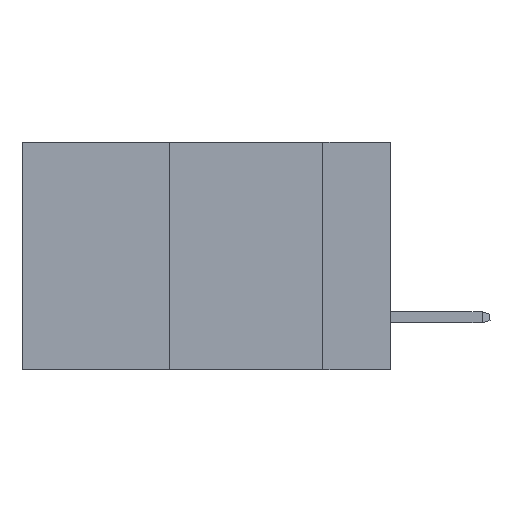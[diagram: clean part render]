
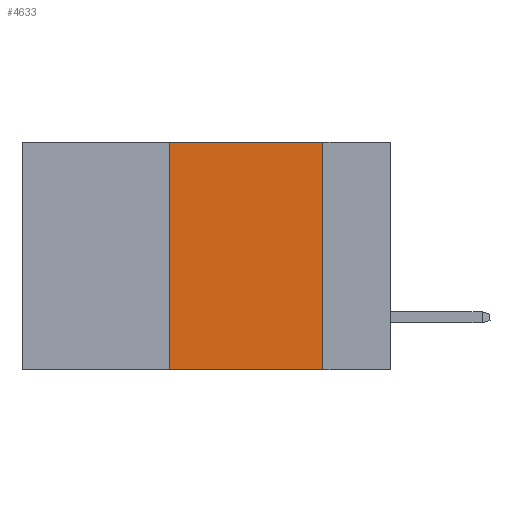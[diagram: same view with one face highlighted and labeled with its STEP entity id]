
A CAD part, left-side view. The second image highlights one B-rep face of the part: STEP entity #4633.
In plain terms, the highlighted planar face has unit normal (-1, 0, 0).
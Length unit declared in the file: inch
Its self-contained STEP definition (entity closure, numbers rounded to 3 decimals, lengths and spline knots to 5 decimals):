
#154 = ORIENTED_EDGE ( 'NONE', *, *, #5438, .F. ) ;
#674 = EDGE_CURVE ( 'NONE', #4085, #7172, #3381, .T. ) ;
#1090 = CARTESIAN_POINT ( 'NONE',  ( 0., 0.36, 0. ) ) ;
#1192 = LINE ( 'NONE', #5988, #7212 ) ;
#1374 = DIRECTION ( 'NONE',  ( 0., -1., 0. ) ) ;
#1395 = CARTESIAN_POINT ( 'NONE',  ( 0., 0.11, 0. ) ) ;
#1912 = CARTESIAN_POINT ( 'NONE',  ( 0., 0.36, 0. ) ) ;
#2063 = PLANE ( 'NONE',  #4463 ) ;
#3184 = LINE ( 'NONE', #1090, #6607 ) ;
#3381 = LINE ( 'NONE', #4197, #6563 ) ;
#3475 = EDGE_LOOP ( 'NONE', ( #9887, #154, #9846, #10121 ) ) ;
#3682 = CARTESIAN_POINT ( 'NONE',  ( 0., 0.6, 0. ) ) ;
#3721 = DIRECTION ( 'NONE',  ( 0., 0., -1. ) ) ;
#4085 = VERTEX_POINT ( 'NONE', #1395 ) ;
#4104 = VERTEX_POINT ( 'NONE', #10073 ) ;
#4197 = CARTESIAN_POINT ( 'NONE',  ( 0., 0.11, 0. ) ) ;
#4463 = AXIS2_PLACEMENT_3D ( 'NONE', #3682, #8361, #3721 ) ;
#4633 = ADVANCED_FACE ( 'NONE', ( #9781 ), #2063, .F. ) ;
#4808 = CARTESIAN_POINT ( 'NONE',  ( 0., 0.6, 0. ) ) ;
#5143 = DIRECTION ( 'NONE',  ( 0., 0., -1. ) ) ;
#5438 = EDGE_CURVE ( 'NONE', #7126, #4085, #8795, .T. ) ;
#5611 = VECTOR ( 'NONE', #6276, 39.37008 ) ;
#5988 = CARTESIAN_POINT ( 'NONE',  ( 0., 0.6, -0.37 ) ) ;
#6072 = CARTESIAN_POINT ( 'NONE',  ( 0., 0.11, -0.37 ) ) ;
#6276 = DIRECTION ( 'NONE',  ( 0., -1., 0. ) ) ;
#6563 = VECTOR ( 'NONE', #5143, 39.37008 ) ;
#6607 = VECTOR ( 'NONE', #8940, 39.37008 ) ;
#7126 = VERTEX_POINT ( 'NONE', #1912 ) ;
#7172 = VERTEX_POINT ( 'NONE', #6072 ) ;
#7212 = VECTOR ( 'NONE', #1374, 39.37008 ) ;
#8361 = DIRECTION ( 'NONE',  ( 1., 0., 0. ) ) ;
#8795 = LINE ( 'NONE', #4808, #5611 ) ;
#8940 = DIRECTION ( 'NONE',  ( 0., 0., 1. ) ) ;
#9781 = FACE_OUTER_BOUND ( 'NONE', #3475, .T. ) ;
#9846 = ORIENTED_EDGE ( 'NONE', *, *, #9936, .F. ) ;
#9887 = ORIENTED_EDGE ( 'NONE', *, *, #674, .F. ) ;
#9936 = EDGE_CURVE ( 'NONE', #4104, #7126, #3184, .T. ) ;
#10057 = EDGE_CURVE ( 'NONE', #4104, #7172, #1192, .T. ) ;
#10073 = CARTESIAN_POINT ( 'NONE',  ( 0., 0.36, -0.37 ) ) ;
#10121 = ORIENTED_EDGE ( 'NONE', *, *, #10057, .T. ) ;
